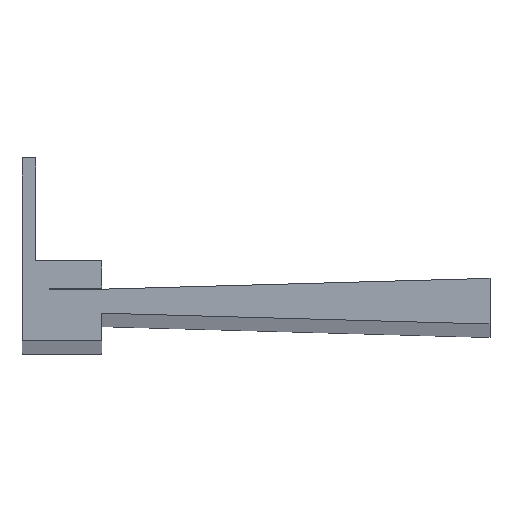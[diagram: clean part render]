
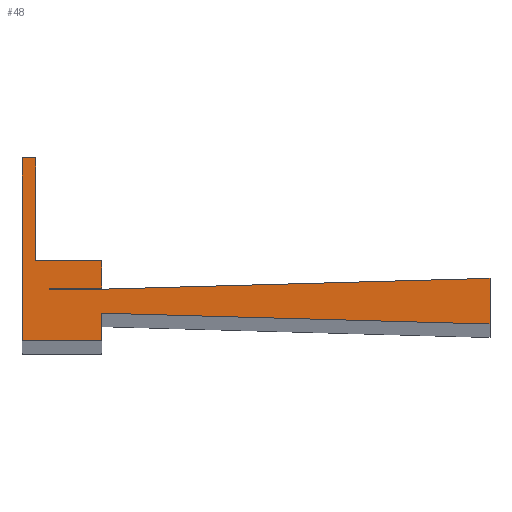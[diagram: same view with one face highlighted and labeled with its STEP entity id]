
A CAD part, top view. The second image highlights one B-rep face of the part: STEP entity #48.
In plain terms, the highlighted planar face has unit normal (0, 0, 1).
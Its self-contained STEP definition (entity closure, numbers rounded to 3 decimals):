
#48=ADVANCED_FACE('',(#67),#68,.T.);
#67=FACE_OUTER_BOUND('',#99,.T.);
#68=PLANE('',#100);
#99=EDGE_LOOP('',(#151,#152,#153,#154,#155,#156,#157,#158,#159,#160,#161,#162,#163,#164));
#100=AXIS2_PLACEMENT_3D('',#165,#166,#167);
#151=ORIENTED_EDGE('',*,*,#276,.F.);
#152=ORIENTED_EDGE('',*,*,#277,.F.);
#153=ORIENTED_EDGE('',*,*,#278,.F.);
#154=ORIENTED_EDGE('',*,*,#279,.F.);
#155=ORIENTED_EDGE('',*,*,#280,.F.);
#156=ORIENTED_EDGE('',*,*,#281,.F.);
#157=ORIENTED_EDGE('',*,*,#282,.F.);
#158=ORIENTED_EDGE('',*,*,#283,.F.);
#159=ORIENTED_EDGE('',*,*,#275,.T.);
#160=ORIENTED_EDGE('',*,*,#284,.F.);
#161=ORIENTED_EDGE('',*,*,#285,.F.);
#162=ORIENTED_EDGE('',*,*,#286,.F.);
#163=ORIENTED_EDGE('',*,*,#287,.F.);
#164=ORIENTED_EDGE('',*,*,#288,.F.);
#165=CARTESIAN_POINT('',(3.5,8.0,0.0));
#166=DIRECTION('',(0.0,0.0,1.0));
#167=DIRECTION('',(1.0,-0.0,0.0));
#275=EDGE_CURVE('',#329,#331,#333,.T.);
#276=EDGE_CURVE('',#334,#335,#336,.T.);
#277=EDGE_CURVE('',#337,#334,#338,.T.);
#278=EDGE_CURVE('',#339,#337,#340,.T.);
#279=EDGE_CURVE('',#341,#339,#342,.T.);
#280=EDGE_CURVE('',#343,#341,#344,.T.);
#281=EDGE_CURVE('',#345,#343,#346,.T.);
#282=EDGE_CURVE('',#347,#345,#348,.T.);
#283=EDGE_CURVE('',#329,#347,#349,.T.);
#284=EDGE_CURVE('',#350,#331,#351,.T.);
#285=EDGE_CURVE('',#352,#350,#353,.T.);
#286=EDGE_CURVE('',#354,#352,#355,.T.);
#287=EDGE_CURVE('',#356,#354,#357,.T.);
#288=EDGE_CURVE('',#335,#356,#358,.T.);
#329=VERTEX_POINT('',#413);
#331=VERTEX_POINT('',#416);
#333=LINE('',#419,#420);
#334=VERTEX_POINT('',#421);
#335=VERTEX_POINT('',#422);
#336=LINE('',#423,#424);
#337=VERTEX_POINT('',#425);
#338=LINE('',#426,#427);
#339=VERTEX_POINT('',#428);
#340=LINE('',#429,#430);
#341=VERTEX_POINT('',#431);
#342=LINE('',#432,#433);
#343=VERTEX_POINT('',#434);
#344=LINE('',#435,#436);
#345=VERTEX_POINT('',#437);
#346=LINE('',#438,#439);
#347=VERTEX_POINT('',#440);
#348=LINE('',#441,#442);
#349=LINE('',#443,#444);
#350=VERTEX_POINT('',#445);
#351=LINE('',#446,#447);
#352=VERTEX_POINT('',#448);
#353=LINE('',#449,#450);
#354=VERTEX_POINT('',#451);
#355=LINE('',#452,#453);
#356=VERTEX_POINT('',#454);
#357=LINE('',#455,#456);
#358=LINE('',#457,#458);
#413=CARTESIAN_POINT('',(7.0,0.0,0.));
#416=CARTESIAN_POINT('',(7.0,2.4,0.0));
#419=CARTESIAN_POINT('',(7.0,0.0,0.));
#420=VECTOR('',#499,2.4);
#421=CARTESIAN_POINT('',(7.0,4.6,0.));
#422=CARTESIAN_POINT('',(2.4,4.6,0.));
#423=CARTESIAN_POINT('',(7.0,4.6,0.));
#424=VECTOR('',#500,4.6);
#425=CARTESIAN_POINT('',(7.0,5.8,0.));
#426=CARTESIAN_POINT('',(7.0,5.8,0.));
#427=VECTOR('',#501,1.2);
#428=CARTESIAN_POINT('',(7.0,7.0,0.));
#429=CARTESIAN_POINT('',(7.0,7.0,0.));
#430=VECTOR('',#502,1.2);
#431=CARTESIAN_POINT('',(1.2,7.0,0.));
#432=CARTESIAN_POINT('',(1.2,7.0,0.));
#433=VECTOR('',#503,5.8);
#434=CARTESIAN_POINT('',(1.2,16.0,0.));
#435=CARTESIAN_POINT('',(1.2,16.0,0.));
#436=VECTOR('',#504,9.0);
#437=CARTESIAN_POINT('',(0.0,16.0,0.));
#438=CARTESIAN_POINT('',(0.0,16.0,0.));
#439=VECTOR('',#505,1.2);
#440=CARTESIAN_POINT('',(0.0,0.0,0.));
#441=CARTESIAN_POINT('',(0.0,0.0,0.));
#442=VECTOR('',#506,16.0);
#443=CARTESIAN_POINT('',(7.0,0.0,0.));
#444=VECTOR('',#507,7.0);
#445=CARTESIAN_POINT('',(41.0,1.45,0.));
#446=CARTESIAN_POINT('',(41.0,1.45,0.));
#447=VECTOR('',#508,34.013);
#448=CARTESIAN_POINT('',(41.0,5.45,0.));
#449=CARTESIAN_POINT('',(41.0,5.45,0.));
#450=VECTOR('',#509,4.0);
#451=CARTESIAN_POINT('',(7.0,4.5,0.));
#452=CARTESIAN_POINT('',(7.0,4.5,0.));
#453=VECTOR('',#510,34.013);
#454=CARTESIAN_POINT('',(2.4,4.5,0.0));
#455=CARTESIAN_POINT('',(2.4,4.5,0.0));
#456=VECTOR('',#511,4.6);
#457=CARTESIAN_POINT('',(2.4,4.6,0.));
#458=VECTOR('',#512,0.1);
#499=DIRECTION('',(0.0,1.0,0.));
#500=DIRECTION('',(-1.0,0.0,0.0));
#501=DIRECTION('',(0.0,-1.0,0.0));
#502=DIRECTION('',(0.0,-1.0,0.0));
#503=DIRECTION('',(1.0,0.0,0.0));
#504=DIRECTION('',(0.0,-1.0,0.0));
#505=DIRECTION('',(1.0,0.0,0.0));
#506=DIRECTION('',(0.0,1.0,0.0));
#507=DIRECTION('',(-1.0,0.0,0.0));
#508=DIRECTION('',(-1.,0.028,0.0));
#509=DIRECTION('',(0.0,-1.0,0.0));
#510=DIRECTION('',(1.,0.028,0.0));
#511=DIRECTION('',(1.0,0.0,0.0));
#512=DIRECTION('',(0.0,-1.0,0.));
